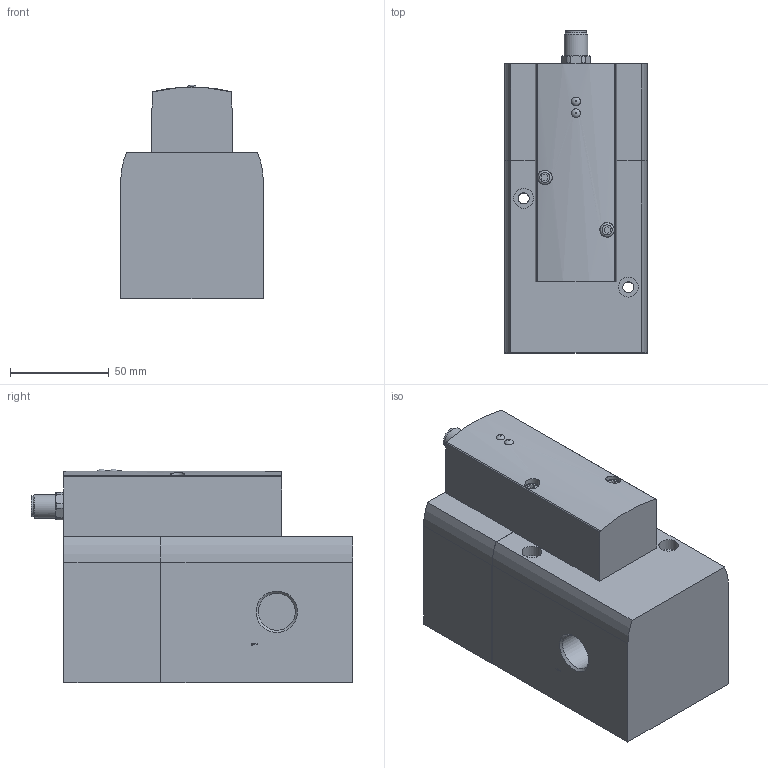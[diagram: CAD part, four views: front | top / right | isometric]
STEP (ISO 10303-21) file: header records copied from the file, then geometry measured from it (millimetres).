
FILE_DESCRIPTION(/* description */ ('STEP AP214'),/* implementation_level */ '2;1');
FILE_NAME(/* name */ '2448444_VPPX-12L-L-1-G12-0L10H-S1',/* time_stamp */ '2024-09-17T04:15:22+02:00',/* author */ ('License CC BY-ND 4.0'),/* organization */ ('CADENAS'),/* preprocessor_version */ 'ST-DEVELOPER v19.3',/* originating_system */ 'PARTsolutions',/* authorisation */ ' ');
FILE_SCHEMA (('AUTOMOTIVE_DESIGN {1 0 10303 214 3 1 1}'));
Length unit declared in the file: millimetre
Products named in the file (1): 2448444 VPPX-12L-L-1-G12-0L10H-S1
Bounding box: 72 x 162.88 x 108.26 mm (x, y, z)
Volume: 900436.6 mm3; surface area: 76085.4 mm2
Topology: 1 solids, 1 shells, 198 faces, 463 edges, 306 vertices
Faces by surface type: plane 120, cylinder 48, cone 22, torus 8
Full cylindrical faces by diameter (mm): 0.8 x8, 5.5 x2, 7.5 x2, 10 x2, 10.5 x1, 11 x4, 12 x1, 18.631 x3, 64.05 x1, 70 x1
Entity records: 6844 total; most frequent: CARTESIAN_POINT 1022, DIRECTION 910, ORIENTED_EDGE 822, EDGE_CURVE 411, AXIS2_PLACEMENT_3D 328, VERTEX_POINT 299, FACE_BOUND 288, EDGE_LOOP 286
